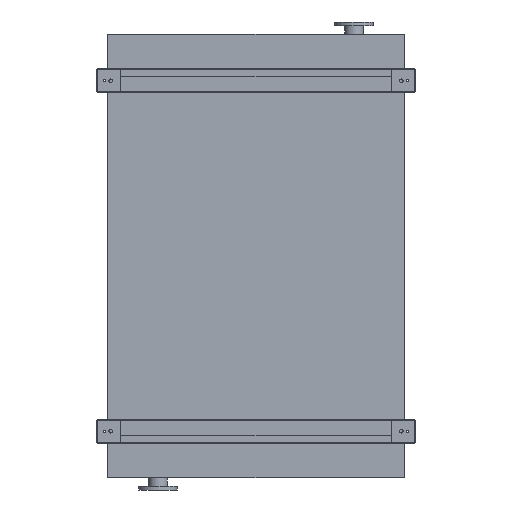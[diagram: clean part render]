
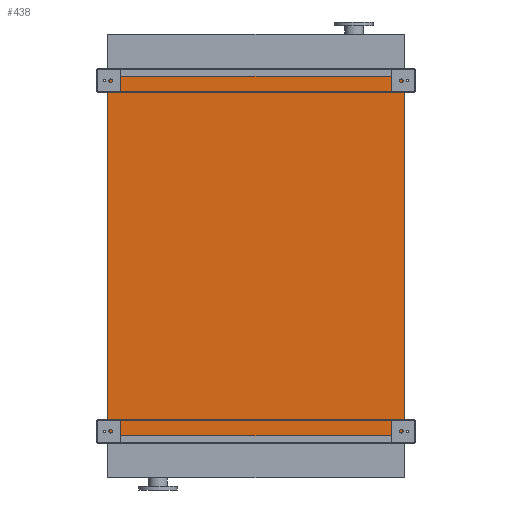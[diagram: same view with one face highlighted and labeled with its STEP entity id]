
A CAD part, front view. The second image highlights one B-rep face of the part: STEP entity #438.
In plain terms, the highlighted planar face has unit normal (0, -1, 0).
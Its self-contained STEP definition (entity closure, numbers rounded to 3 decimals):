
#438 = ADVANCED_FACE ( 'NONE', ( #6176 ), #12925, .T. ) ;
#768 = EDGE_CURVE ( 'NONE', #21328, #14172, #20189, .T. ) ;
#1494 = VERTEX_POINT ( 'NONE', #10112 ) ;
#2220 = CARTESIAN_POINT ( 'NONE',  ( 845., 0., -2050. ) ) ;
#2651 = CARTESIAN_POINT ( 'NONE',  ( -845., 0., -2050. ) ) ;
#4087 = CARTESIAN_POINT ( 'NONE',  ( 845., 0., -2050. ) ) ;
#4174 = DIRECTION ( 'NONE',  ( 0., 0., 1. ) ) ;
#4447 = LINE ( 'NONE', #2220, #22423 ) ;
#4759 = VECTOR ( 'NONE', #19033, 1000. ) ;
#5093 = CARTESIAN_POINT ( 'NONE',  ( -845., 0., 0. ) ) ;
#5400 = LINE ( 'NONE', #20268, #14342 ) ;
#6176 = FACE_OUTER_BOUND ( 'NONE', #12722, .T. ) ;
#6298 = EDGE_CURVE ( 'NONE', #1494, #21328, #5400, .T. ) ;
#7379 = VECTOR ( 'NONE', #15233, 1000. ) ;
#7561 = CARTESIAN_POINT ( 'NONE',  ( 845., 0., 0. ) ) ;
#8496 = EDGE_CURVE ( 'NONE', #22982, #14172, #4447, .T. ) ;
#10044 = AXIS2_PLACEMENT_3D ( 'NONE', #18351, #21973, #11195 ) ;
#10101 = CARTESIAN_POINT ( 'NONE',  ( -845., 0., 0. ) ) ;
#10112 = CARTESIAN_POINT ( 'NONE',  ( -845., 0., -2050. ) ) ;
#11195 = DIRECTION ( 'NONE',  ( 0., 0., -1. ) ) ;
#12722 = EDGE_LOOP ( 'NONE', ( #13076, #15994, #12786, #15918 ) ) ;
#12786 = ORIENTED_EDGE ( 'NONE', *, *, #21698, .T. ) ;
#12925 = PLANE ( 'NONE',  #10044 ) ;
#13076 = ORIENTED_EDGE ( 'NONE', *, *, #768, .F. ) ;
#14172 = VERTEX_POINT ( 'NONE', #7561 ) ;
#14342 = VECTOR ( 'NONE', #18467, 1000. ) ;
#15233 = DIRECTION ( 'NONE',  ( 1., 0., 0. ) ) ;
#15918 = ORIENTED_EDGE ( 'NONE', *, *, #8496, .T. ) ;
#15994 = ORIENTED_EDGE ( 'NONE', *, *, #6298, .F. ) ;
#18351 = CARTESIAN_POINT ( 'NONE',  ( -845., 0., -2050. ) ) ;
#18467 = DIRECTION ( 'NONE',  ( 0., 0., 1. ) ) ;
#19033 = DIRECTION ( 'NONE',  ( 1., 0., 0. ) ) ;
#20189 = LINE ( 'NONE', #10101, #4759 ) ;
#20268 = CARTESIAN_POINT ( 'NONE',  ( -845., 0., -2050. ) ) ;
#21134 = LINE ( 'NONE', #2651, #7379 ) ;
#21328 = VERTEX_POINT ( 'NONE', #5093 ) ;
#21698 = EDGE_CURVE ( 'NONE', #1494, #22982, #21134, .T. ) ;
#21973 = DIRECTION ( 'NONE',  ( 0., -1., 0. ) ) ;
#22423 = VECTOR ( 'NONE', #4174, 1000. ) ;
#22982 = VERTEX_POINT ( 'NONE', #4087 ) ;
